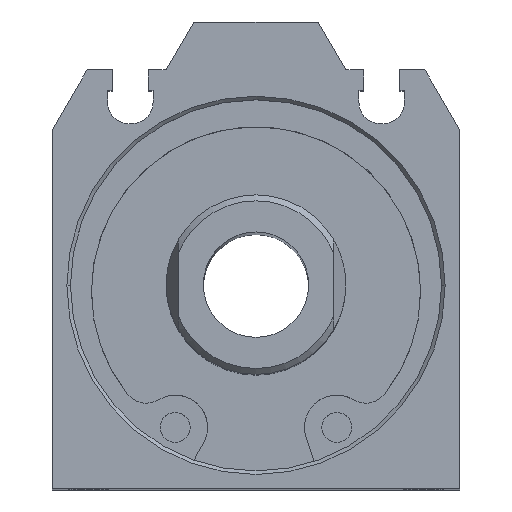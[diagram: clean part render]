
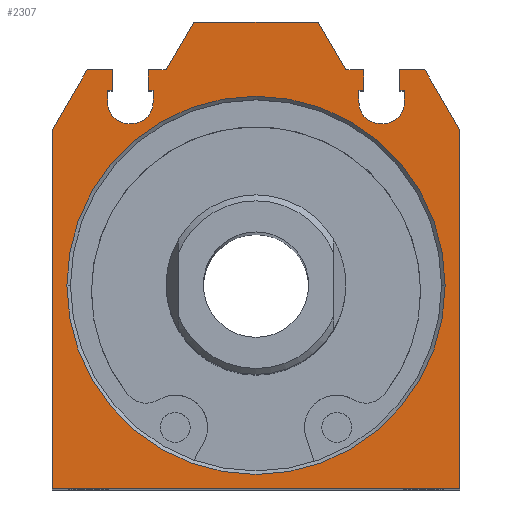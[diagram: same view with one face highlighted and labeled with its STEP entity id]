
A CAD part, top view. The second image highlights one B-rep face of the part: STEP entity #2307.
In plain terms, the highlighted planar face has unit normal (0, 0, 1).
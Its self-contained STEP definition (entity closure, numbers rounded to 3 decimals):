
#1=DIRECTION('',(0.5,-0.866,0.));
#2=VECTOR('',#1,5.774);
#3=CARTESIAN_POINT('',(14.113,18.,0.));
#4=LINE('',#3,#2);
#5=DIRECTION('',(0.,-1.,0.));
#6=VECTOR('',#5,30.);
#7=CARTESIAN_POINT('',(17.,13.,0.));
#8=LINE('',#7,#6);
#9=DIRECTION('',(-1.,0.,0.));
#10=VECTOR('',#9,34.);
#11=CARTESIAN_POINT('',(17.,-17.,0.));
#12=LINE('',#11,#10);
#13=DIRECTION('',(0.,1.,0.));
#14=VECTOR('',#13,30.);
#15=CARTESIAN_POINT('',(-17.,-17.,0.));
#16=LINE('',#15,#14);
#17=DIRECTION('',(0.5,0.866,0.));
#18=VECTOR('',#17,5.774);
#19=CARTESIAN_POINT('',(-17.,13.,0.));
#20=LINE('',#19,#18);
#21=DIRECTION('',(1.,0.,0.));
#22=VECTOR('',#21,2.113);
#23=CARTESIAN_POINT('',(-14.113,18.,0.));
#24=LINE('',#23,#22);
#25=DIRECTION('',(0.,-1.,0.));
#26=VECTOR('',#25,1.7);
#27=CARTESIAN_POINT('',(-12.,18.,0.));
#28=LINE('',#27,#26);
#29=DIRECTION('',(-1.,0.,0.));
#30=VECTOR('',#29,0.4);
#31=CARTESIAN_POINT('',(-12.,16.3,0.));
#32=LINE('',#31,#30);
#33=DIRECTION('',(0.,-1.,0.));
#34=VECTOR('',#33,1.);
#35=CARTESIAN_POINT('',(-12.4,16.3,0.));
#36=LINE('',#35,#34);
#37=CARTESIAN_POINT('',(-10.6,15.3,0.));
#38=DIRECTION('',(0.,0.,1.));
#39=DIRECTION('',(-1.,0.,0.));
#40=AXIS2_PLACEMENT_3D('',#37,#38,#39);
#42=DIRECTION('',(1.,0.,0.));
#43=VECTOR('',#42,0.2);
#44=CARTESIAN_POINT('',(-10.6,13.5,0.));
#45=LINE('',#44,#43);
#46=CARTESIAN_POINT('',(-10.4,15.3,0.));
#47=DIRECTION('',(0.,0.,1.));
#48=DIRECTION('',(0.,-1.,0.));
#49=AXIS2_PLACEMENT_3D('',#46,#47,#48);
#51=DIRECTION('',(0.,1.,0.));
#52=VECTOR('',#51,1.);
#53=CARTESIAN_POINT('',(-8.6,15.3,0.));
#54=LINE('',#53,#52);
#55=DIRECTION('',(-1.,0.,0.));
#56=VECTOR('',#55,0.4);
#57=CARTESIAN_POINT('',(-8.6,16.3,0.));
#58=LINE('',#57,#56);
#59=DIRECTION('',(0.,1.,0.));
#60=VECTOR('',#59,1.7);
#61=CARTESIAN_POINT('',(-9.,16.3,0.));
#62=LINE('',#61,#60);
#63=DIRECTION('',(1.,0.,0.));
#64=VECTOR('',#63,1.5);
#65=CARTESIAN_POINT('',(-9.,18.,0.));
#66=LINE('',#65,#64);
#67=DIRECTION('',(0.5,0.866,0.));
#68=VECTOR('',#67,4.619);
#69=CARTESIAN_POINT('',(-7.5,18.,0.));
#70=LINE('',#69,#68);
#71=DIRECTION('',(0.5,-0.866,0.));
#72=VECTOR('',#71,4.619);
#73=CARTESIAN_POINT('',(5.191,22.,0.));
#74=LINE('',#73,#72);
#75=DIRECTION('',(1.,0.,0.));
#76=VECTOR('',#75,1.5);
#77=CARTESIAN_POINT('',(7.5,18.,0.));
#78=LINE('',#77,#76);
#79=CARTESIAN_POINT('',(10.4,15.3,0.));
#80=DIRECTION('',(0.,0.,1.));
#81=DIRECTION('',(-1.,0.,0.));
#82=AXIS2_PLACEMENT_3D('',#79,#80,#81);
#84=CARTESIAN_POINT('',(10.6,15.3,0.));
#85=DIRECTION('',(0.,0.,1.));
#86=DIRECTION('',(0.,-1.,0.));
#87=AXIS2_PLACEMENT_3D('',#84,#85,#86);
#89=DIRECTION('',(1.,0.,0.));
#90=VECTOR('',#89,2.113);
#91=CARTESIAN_POINT('',(12.,18.,0.));
#92=LINE('',#91,#90);
#93=CARTESIAN_POINT('',(0.,0.,
0.));
#94=DIRECTION('',(0.,0.,1.));
#95=DIRECTION('',(-1.,0.,0.));
#96=AXIS2_PLACEMENT_3D('',#93,#94,#95);
#98=CARTESIAN_POINT('',(0.,0.,
0.));
#99=DIRECTION('',(0.,0.,1.));
#100=DIRECTION('',(0.,-1.,0.));
#101=AXIS2_PLACEMENT_3D('',#98,#99,#100);
#103=CARTESIAN_POINT('',(0.,0.,
0.));
#104=DIRECTION('',(0.,0.,1.));
#105=DIRECTION('',(1.,0.,0.));
#106=AXIS2_PLACEMENT_3D('',#103,#104,#105);
#108=CARTESIAN_POINT('',(0.,0.,
0.));
#109=DIRECTION('',(0.,0.,1.));
#110=DIRECTION('',(0.,1.,0.));
#111=AXIS2_PLACEMENT_3D('',#108,#109,#110);
#203=DIRECTION('',(0.,-1.,0.));
#204=VECTOR('',#203,1.7);
#205=CARTESIAN_POINT('',(12.,18.,0.));
#206=LINE('',#205,#204);
#207=DIRECTION('',(1.,0.,0.));
#208=VECTOR('',#207,0.4);
#209=CARTESIAN_POINT('',(12.,16.3,0.));
#210=LINE('',#209,#208);
#215=DIRECTION('',(0.,-1.,0.));
#216=VECTOR('',#215,1.);
#217=CARTESIAN_POINT('',(12.4,16.3,0.));
#218=LINE('',#217,#216);
#231=DIRECTION('',(-1.,0.,0.));
#232=VECTOR('',#231,0.2);
#233=CARTESIAN_POINT('',(10.6,13.5,0.));
#234=LINE('',#233,#232);
#243=DIRECTION('',(0.,1.,0.));
#244=VECTOR('',#243,1.);
#245=CARTESIAN_POINT('',(8.6,15.3,0.));
#246=LINE('',#245,#244);
#247=DIRECTION('',(1.,0.,0.));
#248=VECTOR('',#247,0.4);
#249=CARTESIAN_POINT('',(8.6,16.3,0.));
#250=LINE('',#249,#248);
#255=DIRECTION('',(0.,1.,0.));
#256=VECTOR('',#255,1.7);
#257=CARTESIAN_POINT('',(9.,16.3,0.));
#258=LINE('',#257,#256);
#287=DIRECTION('',(-1.,0.,0.));
#288=VECTOR('',#287,10.381);
#289=CARTESIAN_POINT('',(5.191,22.,0.));
#290=LINE('',#289,#288);
#1751=CARTESIAN_POINT('',(14.113,18.,0.));
#1752=CARTESIAN_POINT('',(17.,13.,0.));
#1753=VERTEX_POINT('',#1751);
#1754=VERTEX_POINT('',#1752);
#1755=CARTESIAN_POINT('',(17.,-17.,0.));
#1756=VERTEX_POINT('',#1755);
#1757=CARTESIAN_POINT('',(-17.,-17.,0.));
#1758=VERTEX_POINT('',#1757);
#1759=CARTESIAN_POINT('',(-17.,13.,0.));
#1760=VERTEX_POINT('',#1759);
#1761=CARTESIAN_POINT('',(-14.113,18.,0.));
#1762=VERTEX_POINT('',#1761);
#1763=CARTESIAN_POINT('',(-12.,18.,0.));
#1764=VERTEX_POINT('',#1763);
#1765=CARTESIAN_POINT('',(-12.,16.3,0.));
#1766=VERTEX_POINT('',#1765);
#1767=CARTESIAN_POINT('',(-12.4,16.3,0.));
#1768=VERTEX_POINT('',#1767);
#1769=CARTESIAN_POINT('',(-12.4,15.3,0.));
#1770=VERTEX_POINT('',#1769);
#1771=CARTESIAN_POINT('',(-10.6,13.5,0.));
#1772=VERTEX_POINT('',#1771);
#1773=CARTESIAN_POINT('',(-10.4,13.5,0.));
#1774=VERTEX_POINT('',#1773);
#1775=CARTESIAN_POINT('',(-8.6,15.3,0.));
#1776=VERTEX_POINT('',#1775);
#1777=CARTESIAN_POINT('',(-8.6,16.3,0.));
#1778=VERTEX_POINT('',#1777);
#1779=CARTESIAN_POINT('',(-9.,16.3,0.));
#1780=VERTEX_POINT('',#1779);
#1781=CARTESIAN_POINT('',(-9.,18.,0.));
#1782=VERTEX_POINT('',#1781);
#1783=CARTESIAN_POINT('',(-7.5,18.,0.));
#1784=VERTEX_POINT('',#1783);
#1785=CARTESIAN_POINT('',(-5.191,22.,0.));
#1786=VERTEX_POINT('',#1785);
#1787=CARTESIAN_POINT('',(5.191,22.,0.));
#1788=VERTEX_POINT('',#1787);
#1789=CARTESIAN_POINT('',(7.5,18.,0.));
#1790=VERTEX_POINT('',#1789);
#1791=CARTESIAN_POINT('',(9.,18.,0.));
#1792=VERTEX_POINT('',#1791);
#1793=CARTESIAN_POINT('',(9.,16.3,0.));
#1794=VERTEX_POINT('',#1793);
#1795=CARTESIAN_POINT('',(8.6,16.3,0.));
#1796=VERTEX_POINT('',#1795);
#1797=CARTESIAN_POINT('',(8.6,15.3,0.));
#1798=VERTEX_POINT('',#1797);
#1799=CARTESIAN_POINT('',(10.4,13.5,0.));
#1800=VERTEX_POINT('',#1799);
#1801=CARTESIAN_POINT('',(10.6,13.5,0.));
#1802=VERTEX_POINT('',#1801);
#1803=CARTESIAN_POINT('',(12.4,15.3,0.));
#1804=VERTEX_POINT('',#1803);
#1805=CARTESIAN_POINT('',(12.4,16.3,0.));
#1806=VERTEX_POINT('',#1805);
#1807=CARTESIAN_POINT('',(12.,16.3,0.));
#1808=VERTEX_POINT('',#1807);
#1809=CARTESIAN_POINT('',(12.,18.,0.));
#1810=VERTEX_POINT('',#1809);
#1811=CARTESIAN_POINT('',(0.,-15.8,
0.));
#1812=CARTESIAN_POINT('',(15.8,0.,
0.));
#1813=VERTEX_POINT('',#1811);
#1814=VERTEX_POINT('',#1812);
#1815=CARTESIAN_POINT('',(-15.8,0.,
0.));
#1816=VERTEX_POINT('',#1815);
#1817=CARTESIAN_POINT('',(0.,15.8,
0.));
#1818=VERTEX_POINT('',#1817);
#2230=CARTESIAN_POINT('',(0.,0.,0.));
#2231=DIRECTION('',(0.,0.,1.));
#2232=DIRECTION('',(1.,0.,0.));
#2233=AXIS2_PLACEMENT_3D('',#2230,#2231,#2232);
#2234=PLANE('',#2233);
#2236=ORIENTED_EDGE('',*,*,#2235,.T.);
#2238=ORIENTED_EDGE('',*,*,#2237,.T.);
#2240=ORIENTED_EDGE('',*,*,#2239,.T.);
#2242=ORIENTED_EDGE('',*,*,#2241,.T.);
#2244=ORIENTED_EDGE('',*,*,#2243,.T.);
#2246=ORIENTED_EDGE('',*,*,#2245,.T.);
#2248=ORIENTED_EDGE('',*,*,#2247,.T.);
#2250=ORIENTED_EDGE('',*,*,#2249,.T.);
#2252=ORIENTED_EDGE('',*,*,#2251,.T.);
#2254=ORIENTED_EDGE('',*,*,#2253,.T.);
#2256=ORIENTED_EDGE('',*,*,#2255,.T.);
#2258=ORIENTED_EDGE('',*,*,#2257,.T.);
#2260=ORIENTED_EDGE('',*,*,#2259,.T.);
#2262=ORIENTED_EDGE('',*,*,#2261,.T.);
#2264=ORIENTED_EDGE('',*,*,#2263,.T.);
#2266=ORIENTED_EDGE('',*,*,#2265,.T.);
#2268=ORIENTED_EDGE('',*,*,#2267,.T.);
#2270=ORIENTED_EDGE('',*,*,#2269,.F.);
#2272=ORIENTED_EDGE('',*,*,#2271,.T.);
#2274=ORIENTED_EDGE('',*,*,#2273,.T.);
#2276=ORIENTED_EDGE('',*,*,#2275,.F.);
#2278=ORIENTED_EDGE('',*,*,#2277,.F.);
#2280=ORIENTED_EDGE('',*,*,#2279,.F.);
#2282=ORIENTED_EDGE('',*,*,#2281,.T.);
#2284=ORIENTED_EDGE('',*,*,#2283,.F.);
#2286=ORIENTED_EDGE('',*,*,#2285,.T.);
#2288=ORIENTED_EDGE('',*,*,#2287,.F.);
#2290=ORIENTED_EDGE('',*,*,#2289,.F.);
#2292=ORIENTED_EDGE('',*,*,#2291,.F.);
#2294=ORIENTED_EDGE('',*,*,#2293,.T.);
#2295=EDGE_LOOP('',(#2236,#2238,#2240,#2242,#2244,#2246,#2248,#2250,#2252,#2254,
#2256,#2258,#2260,#2262,#2264,#2266,#2268,#2270,#2272,#2274,#2276,#2278,#2280,
#2282,#2284,#2286,#2288,#2290,#2292,#2294));
#2296=FACE_OUTER_BOUND('',#2295,.F.);
#2298=ORIENTED_EDGE('',*,*,#2297,.T.);
#2300=ORIENTED_EDGE('',*,*,#2299,.T.);
#2302=ORIENTED_EDGE('',*,*,#2301,.T.);
#2304=ORIENTED_EDGE('',*,*,#2303,.T.);
#2305=EDGE_LOOP('',(#2298,#2300,#2302,#2304));
#2306=FACE_BOUND('',#2305,.F.);
#2307=ADVANCED_FACE('',(#2296,#2306),#2234,.T.);
#41=CIRCLE('',#40,1.8);
#50=CIRCLE('',#49,1.8);
#83=CIRCLE('',#82,1.8);
#88=CIRCLE('',#87,1.8);
#97=CIRCLE('',#96,15.8);
#102=CIRCLE('',#101,15.8);
#107=CIRCLE('',#106,15.8);
#112=CIRCLE('',#111,15.8);
#2235=EDGE_CURVE('',#1753,#1754,#4,.T.);
#2237=EDGE_CURVE('',#1754,#1756,#8,.T.);
#2239=EDGE_CURVE('',#1756,#1758,#12,.T.);
#2241=EDGE_CURVE('',#1758,#1760,#16,.T.);
#2243=EDGE_CURVE('',#1760,#1762,#20,.T.);
#2245=EDGE_CURVE('',#1762,#1764,#24,.T.);
#2247=EDGE_CURVE('',#1764,#1766,#28,.T.);
#2249=EDGE_CURVE('',#1766,#1768,#32,.T.);
#2251=EDGE_CURVE('',#1768,#1770,#36,.T.);
#2253=EDGE_CURVE('',#1770,#1772,#41,.T.);
#2255=EDGE_CURVE('',#1772,#1774,#45,.T.);
#2257=EDGE_CURVE('',#1774,#1776,#50,.T.);
#2259=EDGE_CURVE('',#1776,#1778,#54,.T.);
#2261=EDGE_CURVE('',#1778,#1780,#58,.T.);
#2263=EDGE_CURVE('',#1780,#1782,#62,.T.);
#2265=EDGE_CURVE('',#1782,#1784,#66,.T.);
#2267=EDGE_CURVE('',#1784,#1786,#70,.T.);
#2269=EDGE_CURVE('',#1788,#1786,#290,.T.);
#2271=EDGE_CURVE('',#1788,#1790,#74,.T.);
#2273=EDGE_CURVE('',#1790,#1792,#78,.T.);
#2275=EDGE_CURVE('',#1794,#1792,#258,.T.);
#2277=EDGE_CURVE('',#1796,#1794,#250,.T.);
#2279=EDGE_CURVE('',#1798,#1796,#246,.T.);
#2281=EDGE_CURVE('',#1798,#1800,#83,.T.);
#2283=EDGE_CURVE('',#1802,#1800,#234,.T.);
#2285=EDGE_CURVE('',#1802,#1804,#88,.T.);
#2287=EDGE_CURVE('',#1806,#1804,#218,.T.);
#2289=EDGE_CURVE('',#1808,#1806,#210,.T.);
#2291=EDGE_CURVE('',#1810,#1808,#206,.T.);
#2293=EDGE_CURVE('',#1810,#1753,#92,.T.);
#2297=EDGE_CURVE('',#1816,#1813,#97,.T.);
#2299=EDGE_CURVE('',#1813,#1814,#102,.T.);
#2301=EDGE_CURVE('',#1814,#1818,#107,.T.);
#2303=EDGE_CURVE('',#1818,#1816,#112,.T.);
